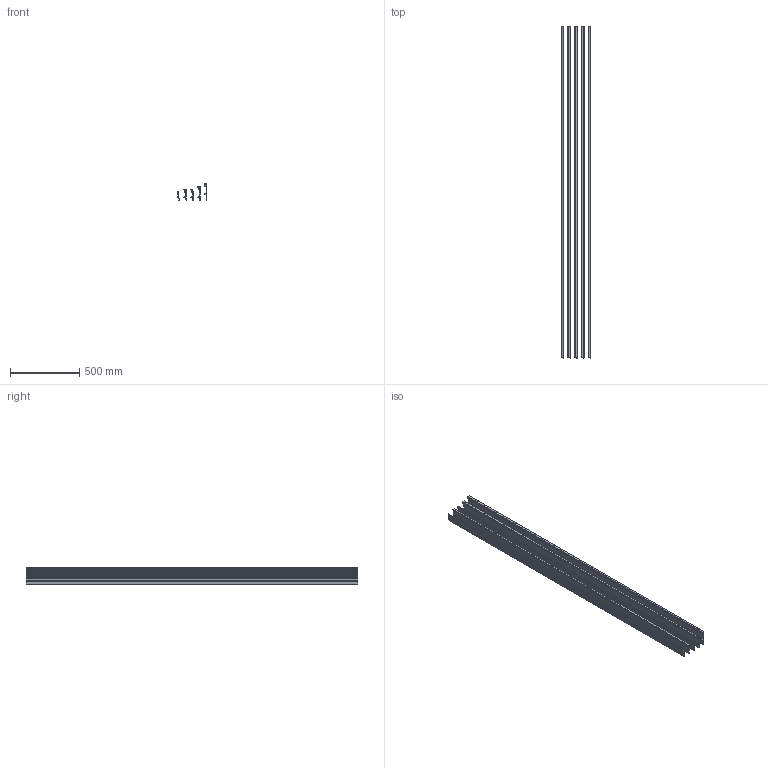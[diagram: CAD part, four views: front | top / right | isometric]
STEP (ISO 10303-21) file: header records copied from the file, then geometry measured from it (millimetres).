
FILE_DESCRIPTION(/* description */ (''),/* implementation_level */ '2;1');
FILE_NAME(/* name */ 'Espumo Dynamic Block v2.step',/* time_stamp */ '2022-12-19T22:47:18+01:00',/* author */ (''),/* organization */ (''),/* preprocessor_version */ 'ST-DEVELOPER v19.2',/* originating_system */ 'Autodesk Translation Framework v11.17.0.187',/* authorisation */ '');
FILE_SCHEMA (('AUTOMOTIVE_DESIGN { 1 0 10303 214 3 1 1 }'));
Length unit declared in the file: millimetre
Products named in the file (1): Espumo Dynamic Block
Bounding box: 216 x 2400 x 120 mm (x, y, z)
Volume: 7727043.9 mm3; surface area: 3048307.8 mm2
Topology: 5 solids, 5 shells, 608 faces, 1794 edges, 1196 vertices
Faces by surface type: plane 509, cylinder 99
Entity records: 20072 total; most frequent: CARTESIAN_POINT 3599, ORIENTED_EDGE 3588, DIRECTION 3210, EDGE_CURVE 1794, LINE 1596, VECTOR 1596, VERTEX_POINT 1196, AXIS2_PLACEMENT_3D 807
